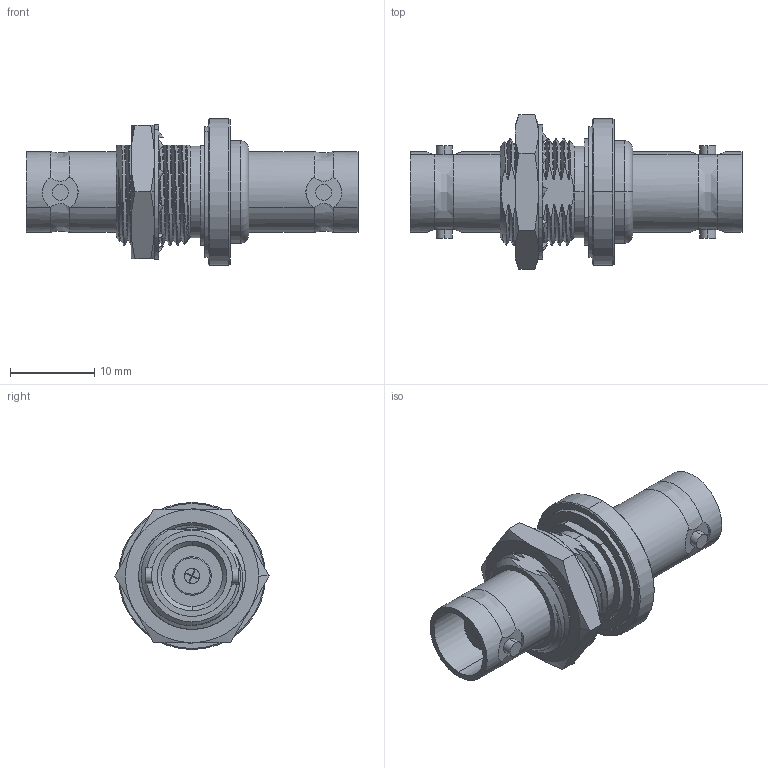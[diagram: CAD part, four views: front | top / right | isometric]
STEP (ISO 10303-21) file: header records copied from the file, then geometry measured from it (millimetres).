
FILE_DESCRIPTION (( 'STEP AP214' ), '1' );
FILE_NAME ('FMAD10092_3D.step', '2025-02-24T20:25:45', ( '' ), ( '' ), 'SwSTEP 2.0', 'SolidWorks 2022', '' );
FILE_SCHEMA (( 'AUTOMOTIVE_DESIGN' ));
Length unit declared in the file: inch
Products named in the file (7): PE910102_3D5^FMAD10092; PE910102_3D1^FMAD10092; PE910102_3D4^FMAD10092; PE910102_3D3^FMAD10092; PE910102_3D2^FMAD10092; FMAD10092_3D; PE910102_3D6^FMAD10092
Assembly tree (6 placements, depth 2):
  FMAD10092_3D
    PE910102_3D1^FMAD10092
    PE910102_3D2^FMAD10092
    PE910102_3D3^FMAD10092
    PE910102_3D4^FMAD10092
    PE910102_3D5^FMAD10092
    PE910102_3D6^FMAD10092
Bounding box: 39.5 x 18.33 x 17.5 mm (x, y, z)
Volume: 3279.3 mm3; surface area: 4014.4 mm2
Topology: 6 solids, 6 shells, 304 faces, 815 edges, 538 vertices
Faces by surface type: cylinder 95, plane 90, bspline 77, cone 36, torus 6
Entity records: 24216 total; most frequent: CARTESIAN_POINT 16937, ORIENTED_EDGE 1630, DIRECTION 1250, EDGE_CURVE 815, VERTEX_POINT 538, AXIS2_PLACEMENT_3D 476, EDGE_LOOP 329, ADVANCED_FACE 304
